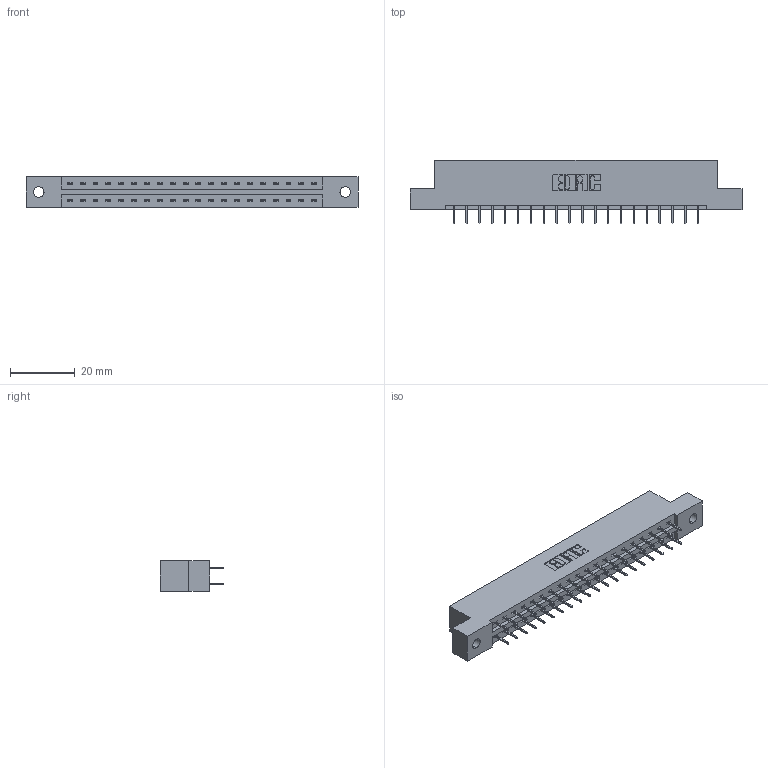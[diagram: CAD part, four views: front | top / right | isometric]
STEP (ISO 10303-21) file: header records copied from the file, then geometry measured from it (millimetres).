
FILE_DESCRIPTION (( 'STEP AP203' ), '1' );
FILE_NAME ('387-040-524-202.STEP', '2018-09-19T10:33:33', ( '' ), ( '' ), 'SwSTEP 2.0', 'SolidWorks 2016', '' );
FILE_SCHEMA (( 'CONFIG_CONTROL_DESIGN' ));
Length unit declared in the file: inch
Products named in the file (3): 337 Part_Flush Mounting Lugs - 0.128 Dia; 345-292-001_345-293-124; 387-040-524-202
Assembly tree (41 placements, depth 2):
  387-040-524-202
    337 Part_Flush Mounting Lugs - 0.128 Dia
    345-292-001_345-293-124  x40
Bounding box: 102.26 x 19.69 x 9.4 mm (x, y, z)
Volume: 10387 mm3; surface area: 11068.6 mm2
Topology: 41 solids, 41 shells, 2434 faces, 6911 edges, 4446 vertices
Faces by surface type: plane 1830, cylinder 604
Entity records: 18429 total; most frequent: CARTESIAN_POINT 3122, ORIENTED_EDGE 3058, DIRECTION 2697, EDGE_CURVE 1529, VECTOR 1405, LINE 1405, VERTEX_POINT 1014, AXIS2_PLACEMENT_3D 646
